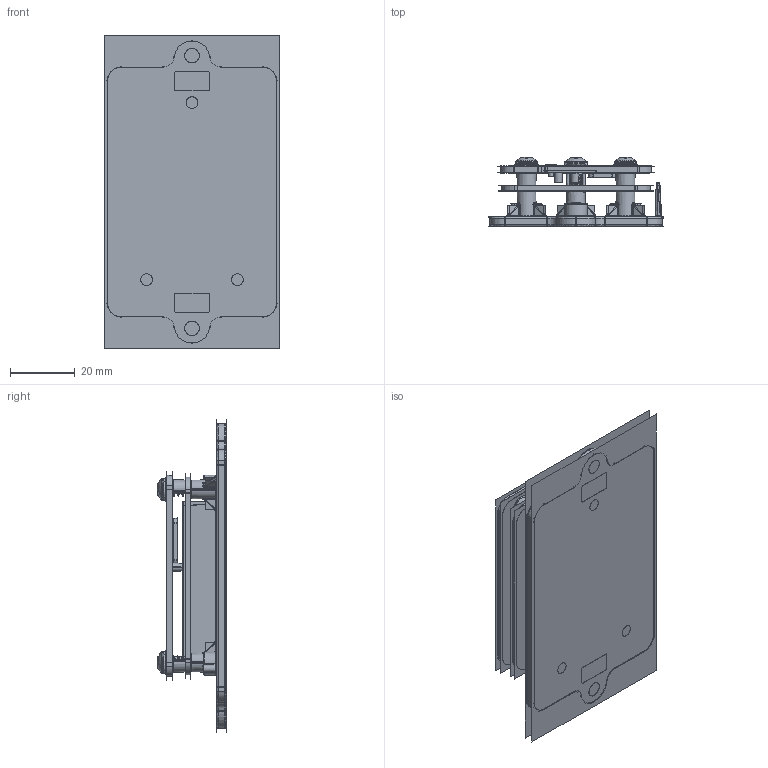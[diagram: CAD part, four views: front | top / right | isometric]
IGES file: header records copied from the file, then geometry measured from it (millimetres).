
Start section:  PTC IGES file: 188763_sm01.igs
Global section: file name: 188763_sm01.igs; native system: Creo Parametric by PTC Inc.; preprocessor: 2019292; author: PDMAdmin; organization: Unknown; date: 20220707.082706; units: millimetre
Bounding box: 54.08 x 21.43 x 96.72 mm (x, y, z)
Volume: 22966.4 mm3; surface area: 98310.1 mm2
Topology: 1 solids, 1 shells, 1792 faces, 9468 edges, 12110 vertices
Faces by surface type: revolution 1190, bspline 602
